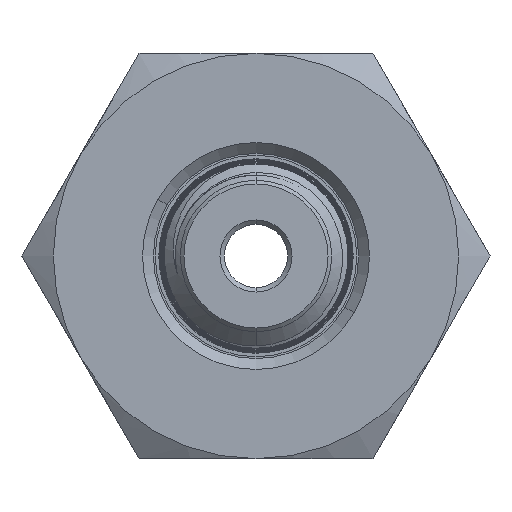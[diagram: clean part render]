
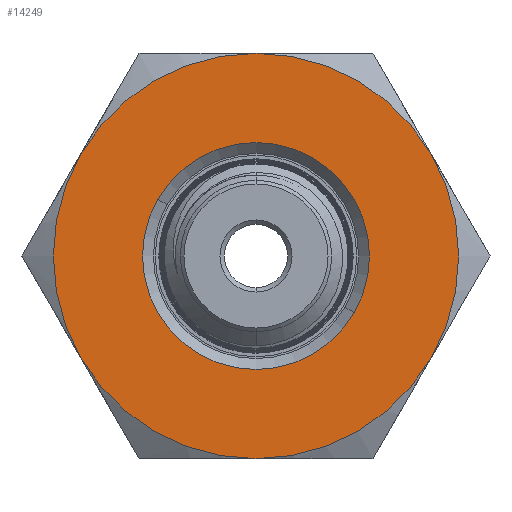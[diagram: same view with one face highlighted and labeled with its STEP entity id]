
A CAD part, left-side view. The second image highlights one B-rep face of the part: STEP entity #14249.
In plain terms, the highlighted face is planar.
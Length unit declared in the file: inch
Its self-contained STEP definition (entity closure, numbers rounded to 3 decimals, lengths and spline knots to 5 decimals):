
#44 = VERTEX_POINT ( 'NONE', #13790 ) ;
#1159 = CARTESIAN_POINT ( 'NONE',  ( 0.28125, 0.48714, 1.1325 ) ) ;
#1280 = AXIS2_PLACEMENT_3D ( 'NONE', #4455, #2109, #2161 ) ;
#1674 = VERTEX_POINT ( 'NONE', #10064 ) ;
#1780 = AXIS2_PLACEMENT_3D ( 'NONE', #4030, #12265, #8717 ) ;
#1790 = DIRECTION ( 'NONE',  ( 0., 0., 1. ) ) ;
#1896 = CARTESIAN_POINT ( 'NONE',  ( -0.315, 0., 1.1325 ) ) ;
#1934 = EDGE_CURVE ( 'NONE', #14521, #12992, #3636, .T. ) ;
#1995 = AXIS2_PLACEMENT_3D ( 'NONE', #10977, #5122, #12126 ) ;
#2082 = VERTEX_POINT ( 'NONE', #3448 ) ;
#2109 = DIRECTION ( 'NONE',  ( 0., 0., -1. ) ) ;
#2161 = DIRECTION ( 'NONE',  ( -1., 0., 0. ) ) ;
#2218 = DIRECTION ( 'NONE',  ( -1., 0., 0. ) ) ;
#2474 = VERTEX_POINT ( 'NONE', #6742 ) ;
#2507 = DIRECTION ( 'NONE',  ( 0., 0., -1. ) ) ;
#3246 = DIRECTION ( 'NONE',  ( -1., 0., 0. ) ) ;
#3448 = CARTESIAN_POINT ( 'NONE',  ( -0.28125, -0.48714, 1.1325 ) ) ;
#3636 = CIRCLE ( 'NONE', #10496, 0.315 ) ;
#4030 = CARTESIAN_POINT ( 'NONE',  ( 0., 0., 1.1325 ) ) ;
#4189 = CARTESIAN_POINT ( 'NONE',  ( 0., 0., 1.1325 ) ) ;
#4375 = EDGE_CURVE ( 'NONE', #44, #7738, #13928, .T. ) ;
#4455 = CARTESIAN_POINT ( 'NONE',  ( 0., 0., 1.1325 ) ) ;
#5021 = CARTESIAN_POINT ( 'NONE',  ( 0.28125, -0.48714, 1.1325 ) ) ;
#5122 = DIRECTION ( 'NONE',  ( 0., 0., -1. ) ) ;
#5253 = AXIS2_PLACEMENT_3D ( 'NONE', #4189, #12495, #6562 ) ;
#5460 = ORIENTED_EDGE ( 'NONE', *, *, #9934, .F. ) ;
#5474 = EDGE_LOOP ( 'NONE', ( #9867, #8067 ) ) ;
#5532 = EDGE_CURVE ( 'NONE', #6766, #2082, #6520, .T. ) ;
#5647 = DIRECTION ( 'NONE',  ( 0., 0., -1. ) ) ;
#6511 = DIRECTION ( 'NONE',  ( 1., 0., 0. ) ) ;
#6520 = CIRCLE ( 'NONE', #5253, 0.5625 ) ;
#6562 = DIRECTION ( 'NONE',  ( -1., 0., 0. ) ) ;
#6564 = PLANE ( 'NONE',  #12258 ) ;
#6641 = DIRECTION ( 'NONE',  ( 0., 0., -1. ) ) ;
#6742 = CARTESIAN_POINT ( 'NONE',  ( -0.5625, 0., 1.1325 ) ) ;
#6765 = CIRCLE ( 'NONE', #1280, 0.315 ) ;
#6766 = VERTEX_POINT ( 'NONE', #5021 ) ;
#6883 = AXIS2_PLACEMENT_3D ( 'NONE', #10293, #14025, #11691 ) ;
#7035 = CIRCLE ( 'NONE', #6883, 0.5625 ) ;
#7133 = AXIS2_PLACEMENT_3D ( 'NONE', #15244, #5647, #2218 ) ;
#7184 = EDGE_CURVE ( 'NONE', #1674, #6766, #11937, .T. ) ;
#7242 = CIRCLE ( 'NONE', #1995, 0.5625 ) ;
#7315 = CARTESIAN_POINT ( 'NONE',  ( 0., 0., 1.1325 ) ) ;
#7590 = EDGE_CURVE ( 'NONE', #12992, #14521, #6765, .T. ) ;
#7639 = ORIENTED_EDGE ( 'NONE', *, *, #12314, .F. ) ;
#7738 = VERTEX_POINT ( 'NONE', #1159 ) ;
#8067 = ORIENTED_EDGE ( 'NONE', *, *, #1934, .T. ) ;
#8487 = FACE_OUTER_BOUND ( 'NONE', #12097, .T. ) ;
#8717 = DIRECTION ( 'NONE',  ( -1., 0., 0. ) ) ;
#9293 = ORIENTED_EDGE ( 'NONE', *, *, #4375, .F. ) ;
#9620 = CIRCLE ( 'NONE', #1780, 0.5625 ) ;
#9867 = ORIENTED_EDGE ( 'NONE', *, *, #7590, .T. ) ;
#9934 = EDGE_CURVE ( 'NONE', #7738, #1674, #7242, .T. ) ;
#10009 = ORIENTED_EDGE ( 'NONE', *, *, #5532, .F. ) ;
#10064 = CARTESIAN_POINT ( 'NONE',  ( 0.5625, 0., 1.1325 ) ) ;
#10079 = AXIS2_PLACEMENT_3D ( 'NONE', #7315, #2507, #13205 ) ;
#10282 = CARTESIAN_POINT ( 'NONE',  ( 0., 0., 1.1325 ) ) ;
#10293 = CARTESIAN_POINT ( 'NONE',  ( 0., 0., 1.1325 ) ) ;
#10496 = AXIS2_PLACEMENT_3D ( 'NONE', #10282, #6641, #3246 ) ;
#10609 = EDGE_CURVE ( 'NONE', #2474, #44, #9620, .T. ) ;
#10828 = ORIENTED_EDGE ( 'NONE', *, *, #7184, .F. ) ;
#10977 = CARTESIAN_POINT ( 'NONE',  ( 0., 0., 1.1325 ) ) ;
#11551 = CARTESIAN_POINT ( 'NONE',  ( -0.315, 0., 1.1325 ) ) ;
#11691 = DIRECTION ( 'NONE',  ( -1., 0., 0. ) ) ;
#11937 = CIRCLE ( 'NONE', #10079, 0.5625 ) ;
#11988 = FACE_BOUND ( 'NONE', #5474, .T. ) ;
#12097 = EDGE_LOOP ( 'NONE', ( #14630, #7639, #10009, #10828, #5460, #9293 ) ) ;
#12126 = DIRECTION ( 'NONE',  ( -1., 0., 0. ) ) ;
#12258 = AXIS2_PLACEMENT_3D ( 'NONE', #1896, #1790, #6511 ) ;
#12265 = DIRECTION ( 'NONE',  ( 0., 0., -1. ) ) ;
#12314 = EDGE_CURVE ( 'NONE', #2082, #2474, #7035, .T. ) ;
#12495 = DIRECTION ( 'NONE',  ( 0., 0., -1. ) ) ;
#12992 = VERTEX_POINT ( 'NONE', #13059 ) ;
#13059 = CARTESIAN_POINT ( 'NONE',  ( 0.315, 0., 1.1325 ) ) ;
#13205 = DIRECTION ( 'NONE',  ( -1., 0., 0. ) ) ;
#13790 = CARTESIAN_POINT ( 'NONE',  ( -0.28125, 0.48714, 1.1325 ) ) ;
#13928 = CIRCLE ( 'NONE', #7133, 0.5625 ) ;
#14025 = DIRECTION ( 'NONE',  ( 0., 0., -1. ) ) ;
#14249 = ADVANCED_FACE ( 'NONE', ( #11988, #8487 ), #6564, .T. ) ;
#14521 = VERTEX_POINT ( 'NONE', #11551 ) ;
#14630 = ORIENTED_EDGE ( 'NONE', *, *, #10609, .F. ) ;
#15244 = CARTESIAN_POINT ( 'NONE',  ( 0., 0., 1.1325 ) ) ;
